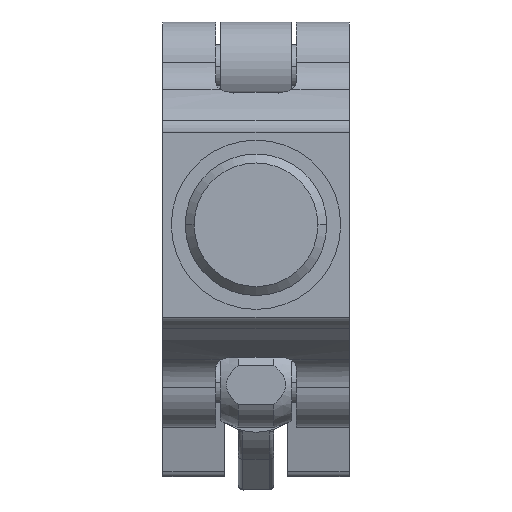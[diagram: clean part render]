
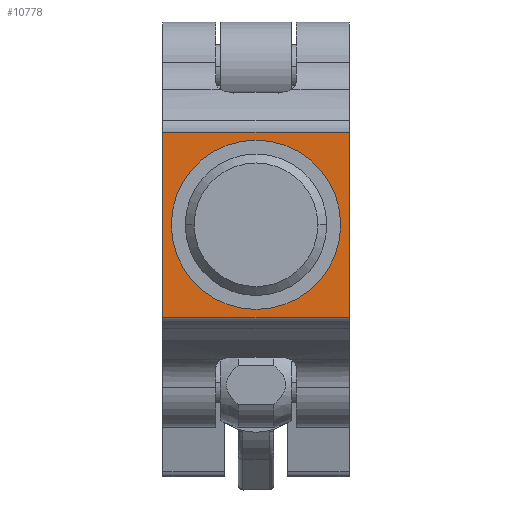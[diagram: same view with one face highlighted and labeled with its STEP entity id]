
A CAD part, front view. The second image highlights one B-rep face of the part: STEP entity #10778.
In plain terms, the highlighted planar face has unit normal (0, -1, 0).
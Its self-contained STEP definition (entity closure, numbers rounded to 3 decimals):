
#136 = CARTESIAN_POINT ( 'NONE',  ( 0., 0., 0. ) ) ;
#213 = VECTOR ( 'NONE', #12280, 1000. ) ;
#1438 = DIRECTION ( 'NONE',  ( 0., 0., 1. ) ) ;
#1613 = CARTESIAN_POINT ( 'NONE',  ( 10.45, 0., 10.35 ) ) ;
#2381 = EDGE_CURVE ( 'NONE', #7977, #13337, #4713, .T. ) ;
#2464 = VECTOR ( 'NONE', #17813, 1000. ) ;
#2617 = ORIENTED_EDGE ( 'NONE', *, *, #12394, .T. ) ;
#3085 = DIRECTION ( 'NONE',  ( 0., 0., -1. ) ) ;
#3804 = VECTOR ( 'NONE', #9372, 1000. ) ;
#4407 = CIRCLE ( 'NONE', #16673, 3.25 ) ;
#4713 = LINE ( 'NONE', #12087, #213 ) ;
#4813 = VERTEX_POINT ( 'NONE', #10840 ) ;
#4875 = VERTEX_POINT ( 'NONE', #12696 ) ;
#4916 = CARTESIAN_POINT ( 'NONE',  ( 0., 0., 0. ) ) ;
#5960 = EDGE_CURVE ( 'NONE', #19143, #4813, #5989, .T. ) ;
#5989 = CIRCLE ( 'NONE', #9133, 3.25 ) ;
#6035 = EDGE_CURVE ( 'NONE', #9990, #7977, #15052, .T. ) ;
#7048 = AXIS2_PLACEMENT_3D ( 'NONE', #13517, #17644, #1438 ) ;
#7695 = EDGE_CURVE ( 'NONE', #4813, #19143, #4407, .T. ) ;
#7977 = VERTEX_POINT ( 'NONE', #12165 ) ;
#8071 = VECTOR ( 'NONE', #13823, 1000. ) ;
#8716 = FACE_OUTER_BOUND ( 'NONE', #11621, .T. ) ;
#8838 = CARTESIAN_POINT ( 'NONE',  ( -10.45, 0., -10.35 ) ) ;
#9133 = AXIS2_PLACEMENT_3D ( 'NONE', #136, #16614, #3085 ) ;
#9372 = DIRECTION ( 'NONE',  ( 0., 0., -1. ) ) ;
#9676 = ORIENTED_EDGE ( 'NONE', *, *, #2381, .F. ) ;
#9711 = CARTESIAN_POINT ( 'NONE',  ( -10.45, 0., 10.35 ) ) ;
#9734 = DIRECTION ( 'NONE',  ( 0., -1., 0. ) ) ;
#9990 = VERTEX_POINT ( 'NONE', #17524 ) ;
#10459 = LINE ( 'NONE', #16528, #2464 ) ;
#10483 = PLANE ( 'NONE',  #7048 ) ;
#10598 = ORIENTED_EDGE ( 'NONE', *, *, #5960, .F. ) ;
#10778 = ADVANCED_FACE ( 'NONE', ( #11656, #8716 ), #10483, .F. ) ;
#10840 = CARTESIAN_POINT ( 'NONE',  ( 0., 0., 3.25 ) ) ;
#11397 = EDGE_LOOP ( 'NONE', ( #10598, #12979 ) ) ;
#11621 = EDGE_LOOP ( 'NONE', ( #13214, #9676, #17918, #2617 ) ) ;
#11656 = FACE_BOUND ( 'NONE', #11397, .T. ) ;
#11845 = EDGE_CURVE ( 'NONE', #4875, #13337, #15303, .T. ) ;
#12087 = CARTESIAN_POINT ( 'NONE',  ( 10.45, 0., -10.35 ) ) ;
#12165 = CARTESIAN_POINT ( 'NONE',  ( 10.45, 0., -10.35 ) ) ;
#12280 = DIRECTION ( 'NONE',  ( -1., 0., 0. ) ) ;
#12394 = EDGE_CURVE ( 'NONE', #9990, #4875, #10459, .T. ) ;
#12696 = CARTESIAN_POINT ( 'NONE',  ( -10.45, 0., 10.35 ) ) ;
#12979 = ORIENTED_EDGE ( 'NONE', *, *, #7695, .F. ) ;
#13214 = ORIENTED_EDGE ( 'NONE', *, *, #11845, .T. ) ;
#13337 = VERTEX_POINT ( 'NONE', #8838 ) ;
#13517 = CARTESIAN_POINT ( 'NONE',  ( 10.45, 0., 10.35 ) ) ;
#13823 = DIRECTION ( 'NONE',  ( 0., 0., -1. ) ) ;
#14232 = DIRECTION ( 'NONE',  ( 0., 0., -1. ) ) ;
#15052 = LINE ( 'NONE', #1613, #3804 ) ;
#15303 = LINE ( 'NONE', #9711, #8071 ) ;
#15933 = CARTESIAN_POINT ( 'NONE',  ( 0., 0., -3.25 ) ) ;
#16528 = CARTESIAN_POINT ( 'NONE',  ( 10.45, 0., 10.35 ) ) ;
#16614 = DIRECTION ( 'NONE',  ( 0., -1., 0. ) ) ;
#16673 = AXIS2_PLACEMENT_3D ( 'NONE', #4916, #9734, #14232 ) ;
#17524 = CARTESIAN_POINT ( 'NONE',  ( 10.45, 0., 10.35 ) ) ;
#17644 = DIRECTION ( 'NONE',  ( 0., 1., 0. ) ) ;
#17813 = DIRECTION ( 'NONE',  ( -1., 0., 0. ) ) ;
#17918 = ORIENTED_EDGE ( 'NONE', *, *, #6035, .F. ) ;
#19143 = VERTEX_POINT ( 'NONE', #15933 ) ;
